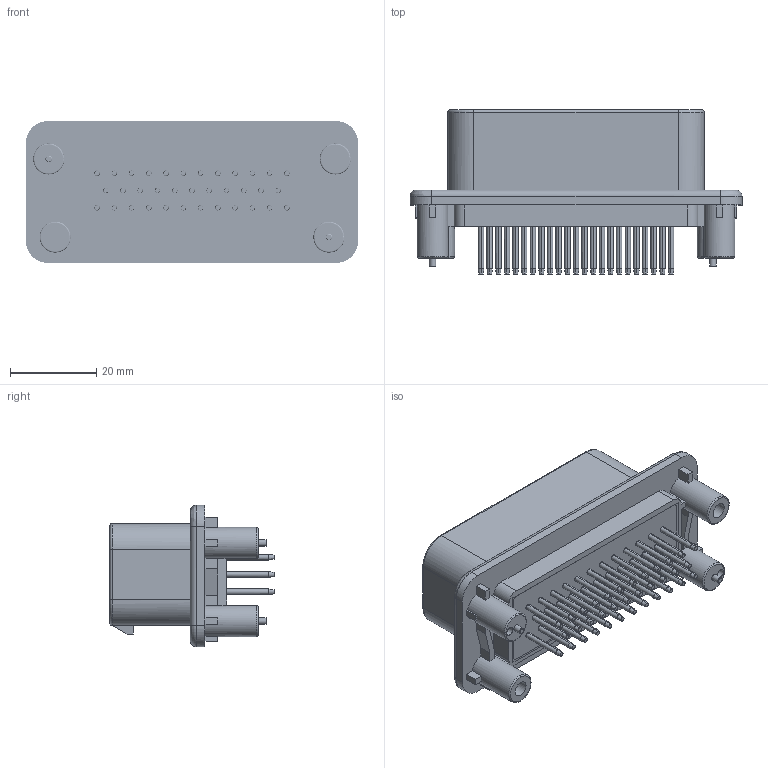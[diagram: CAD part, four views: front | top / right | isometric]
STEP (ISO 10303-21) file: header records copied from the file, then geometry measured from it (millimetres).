
FILE_DESCRIPTION( ('This file contains a STEP AP42 implementation' ,'as created by ZW3D STEP Interface translator.') ,'2;1' );
FILE_NAME( '74040-3MS035ABSMJAX(W).stp' ,'23 313. 940 3', (''), ('ZWCAD Software Co.'), 'Version 1.0', 'ZW3D to STEP translator', '' );
FILE_SCHEMA(('AUTOMOTIVE_DESIGN { 1 0 10303 214 1 1 1 1 }'));
Length unit declared in the file: millimetre
Products named in the file (3): 0; asm0002; 35p-180-housing.prt
Assembly tree (1 placements, depth 2):
  0
  asm0002
    35p-180-housing.prt
Bounding box: 76.9 x 38 x 32.8 mm (x, y, z)
Volume: 7831.2 mm3; surface area: 25601.3 mm2
Topology: 10 solids, 15 shells, 2747 faces, 7646 edges, 4965 vertices
Faces by surface type: cylinder 1291, plane 1062, cone 174, bspline 135, sphere 63, torus 22
Full cylindrical faces by diameter (mm): 1.5 x2, 2 x4, 3.6 x4, 7.2 x4
Entity records: 156952 total; most frequent: CARTESIAN_POINT 98992, ORIENTED_EDGE 14980, EDGE_CURVE 7526, B_SPLINE_CURVE_WITH_KNOTS 7216, DIRECTION 5750, VERTEX_POINT 4948, EDGE_LOOP 2974, AXIS2_PLACEMENT_3D 2814
